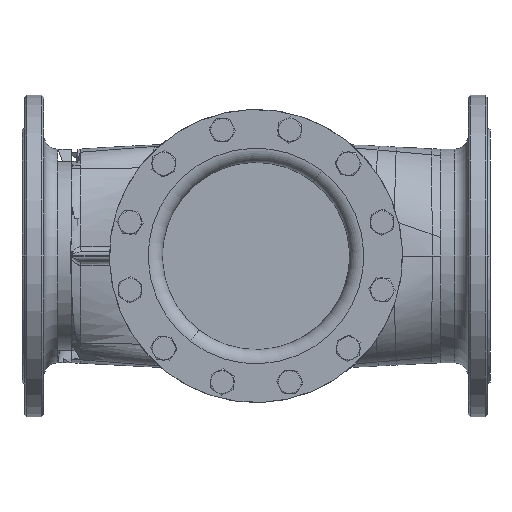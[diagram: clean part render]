
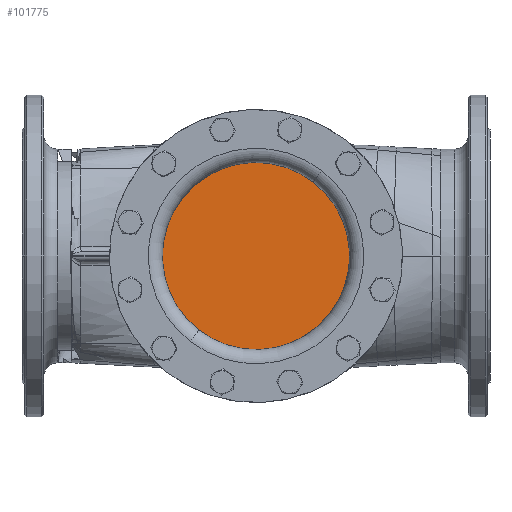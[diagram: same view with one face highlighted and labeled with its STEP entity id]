
A CAD part, front view. The second image highlights one B-rep face of the part: STEP entity #101775.
In plain terms, the highlighted planar face has unit normal (0, -1, 0).
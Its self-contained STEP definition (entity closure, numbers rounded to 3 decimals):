
#101712=CARTESIAN_POINT('',(7.038,-173.371,
416.458));
#101713=CARTESIAN_POINT('',(3.087,-173.371,
419.494));
#101714=CARTESIAN_POINT('',(-4.275,-173.371,
426.074));
#101715=CARTESIAN_POINT('',(-13.801,-173.371,
437.579));
#101716=CARTESIAN_POINT('',(-21.478,-173.371,
450.37));
#101717=CARTESIAN_POINT('',(-27.123,-173.371,
464.058));
#101718=CARTESIAN_POINT('',(-30.682,-173.371,
478.483));
#101719=CARTESIAN_POINT('',(-32.047,-173.371,
493.254));
#101720=CARTESIAN_POINT('',(-31.201,-173.371,
508.061));
#101721=CARTESIAN_POINT('',(-28.16,-173.371,
522.577));
#101722=CARTESIAN_POINT('',(-22.989,-173.371,
536.487));
#101723=CARTESIAN_POINT('',(-15.8,-173.371,
549.478));
#101724=CARTESIAN_POINT('',(-6.753,-173.371,
561.255));
#101725=CARTESIAN_POINT('',(3.947,-173.371,
571.551));
#101726=CARTESIAN_POINT('',(16.051,-173.371,
580.13));
#101727=CARTESIAN_POINT('',(29.287,-173.371,
586.808));
#101728=CARTESIAN_POINT('',(43.384,-173.371,
591.447));
#101729=CARTESIAN_POINT('',(58.036,-173.371,
593.938));
#101730=CARTESIAN_POINT('',(72.902,-173.371,
594.21));
#101731=CARTESIAN_POINT('',(87.556,-173.371,
592.283));
#101732=CARTESIAN_POINT('',(101.851,-173.371,
588.175));
#101733=CARTESIAN_POINT('',(115.381,-173.371,
581.966));
#101734=CARTESIAN_POINT('',(123.624,-173.371,
576.568));
#101735=CARTESIAN_POINT('',(127.573,-173.371,
573.542));
#101737=CARTESIAN_POINT('',(127.573,-173.371,
573.542));
#101738=CARTESIAN_POINT('',(131.525,-173.371,
570.506));
#101739=CARTESIAN_POINT('',(138.887,-173.371,
563.926));
#101740=CARTESIAN_POINT('',(148.413,-173.371,
552.421));
#101741=CARTESIAN_POINT('',(156.089,-173.371,
539.63));
#101742=CARTESIAN_POINT('',(161.734,-173.371,
525.942));
#101743=CARTESIAN_POINT('',(165.294,-173.371,
511.517));
#101744=CARTESIAN_POINT('',(166.659,-173.371,
496.746));
#101745=CARTESIAN_POINT('',(165.813,-173.371,
481.939));
#101746=CARTESIAN_POINT('',(162.772,-173.371,
467.423));
#101747=CARTESIAN_POINT('',(157.601,-173.371,
453.513));
#101748=CARTESIAN_POINT('',(150.411,-173.371,
440.522));
#101749=CARTESIAN_POINT('',(141.364,-173.371,
428.745));
#101750=CARTESIAN_POINT('',(130.664,-173.371,
418.449));
#101751=CARTESIAN_POINT('',(118.561,-173.371,
409.87));
#101752=CARTESIAN_POINT('',(105.325,-173.371,
403.192));
#101753=CARTESIAN_POINT('',(91.228,-173.371,
398.553));
#101754=CARTESIAN_POINT('',(76.576,-173.371,
396.062));
#101755=CARTESIAN_POINT('',(61.709,-173.371,
395.79));
#101756=CARTESIAN_POINT('',(47.055,-173.371,
397.717));
#101757=CARTESIAN_POINT('',(32.761,-173.371,
401.825));
#101758=CARTESIAN_POINT('',(19.23,-173.371,
408.034));
#101759=CARTESIAN_POINT('',(10.988,-173.371,
413.432));
#101760=CARTESIAN_POINT('',(7.038,-173.371,
416.458));
#101762=VERTEX_POINT('',#101735);
#101763=VERTEX_POINT('',#101712);
#101764=CARTESIAN_POINT('',(67.306,-173.371,495.));
#101765=DIRECTION('',(0.,-1.,0.));
#101766=DIRECTION('',(-0.609,0.,-0.793));
#101767=AXIS2_PLACEMENT_3D('',#101764,#101765,#101766);
#101768=PLANE('',#101767);
#101770=ORIENTED_EDGE('',*,*,#101769,.T.);
#101772=ORIENTED_EDGE('',*,*,#101771,.T.);
#101773=EDGE_LOOP('',(#101770,#101772));
#101774=FACE_OUTER_BOUND('',#101773,.F.);
#101775=ADVANCED_FACE('',(#101774),#101768,.T.);
#101736=B_SPLINE_CURVE_WITH_KNOTS('',3,(#101712,#101713,#101714,#101715,#101716,
#101717,#101718,#101719,#101720,#101721,#101722,#101723,#101724,#101725,#101726,
#101727,#101728,#101729,#101730,#101731,#101732,#101733,#101734,#101735),
.UNSPECIFIED.,.F.,.F.,(4,1,1,1,1,1,1,1,1,1,1,1,1,1,1,1,1,1,1,1,1,4),(0.,
0.048,0.095,0.143,0.19,
0.238,0.286,0.333,0.381,
0.429,0.476,0.524,0.571,
0.619,0.667,0.714,0.762,
0.81,0.857,0.905,0.952,1.),
.UNSPECIFIED.);
#101761=B_SPLINE_CURVE_WITH_KNOTS('',3,(#101737,#101738,#101739,#101740,#101741,
#101742,#101743,#101744,#101745,#101746,#101747,#101748,#101749,#101750,#101751,
#101752,#101753,#101754,#101755,#101756,#101757,#101758,#101759,#101760),
.UNSPECIFIED.,.F.,.F.,(4,1,1,1,1,1,1,1,1,1,1,1,1,1,1,1,1,1,1,1,1,4),(0.,
0.048,0.095,0.143,0.19,
0.238,0.286,0.333,0.381,
0.429,0.476,0.524,0.571,
0.619,0.667,0.714,0.762,
0.81,0.857,0.905,0.952,1.),
.UNSPECIFIED.);
#101769=EDGE_CURVE('',#101763,#101762,#101736,.T.);
#101771=EDGE_CURVE('',#101762,#101763,#101761,.T.);
